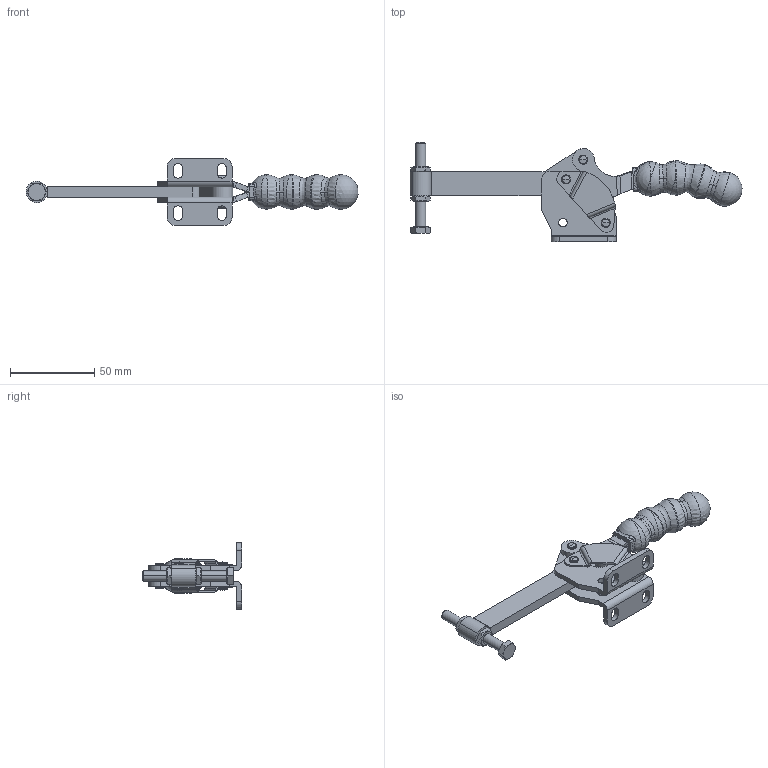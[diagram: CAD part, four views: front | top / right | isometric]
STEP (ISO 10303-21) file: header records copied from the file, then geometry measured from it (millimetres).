
FILE_DESCRIPTION((''),'2;1');
FILE_NAME('MH4B.stp','2009-11-04T09:23:39',('David'),(''),'Autodesk Inventor 8','Autodesk Inventor 8','');
FILE_SCHEMA(('AUTOMOTIVE_DESIGN { 1 0 10303 214 1 1 1 1 }'));
Length unit declared in the file: millimetre
Products named in the file (7): MH4B; MH4 SIDEPLATE B ASSEMBLY; MH4 BAR ASSEMBLY; MH4 HANDLE ASSEMBLY; MH4 LINK ASSEMBLY; ISO 4017  (Regular Thread) M6 x 50; MH4 BOSS ASSEMBLY
Assembly tree (6 placements, depth 2):
  MH4B
    MH4 SIDEPLATE B ASSEMBLY
    MH4 BAR ASSEMBLY
    MH4 HANDLE ASSEMBLY
    MH4 LINK ASSEMBLY
    ISO 4017  (Regular Thread) M6 x 50
    MH4 BOSS ASSEMBLY
Bounding box: 196.74 x 58.92 x 39.78 mm (x, y, z)
Volume: 46185.5 mm3; surface area: 27885.7 mm2
Topology: 6 solids, 7 shells, 426 faces, 1105 edges, 670 vertices
Faces by surface type: bspline 133, cylinder 106, plane 105, torus 32, cone 30, sphere 20
Entity records: 18204 total; most frequent: CARTESIAN_POINT 8068, ORIENTED_EDGE 2122, DIRECTION 2105, EDGE_CURVE 1061, AXIS2_PLACEMENT_3D 843, VERTEX_POINT 670, CIRCLE 537, EDGE_LOOP 483
